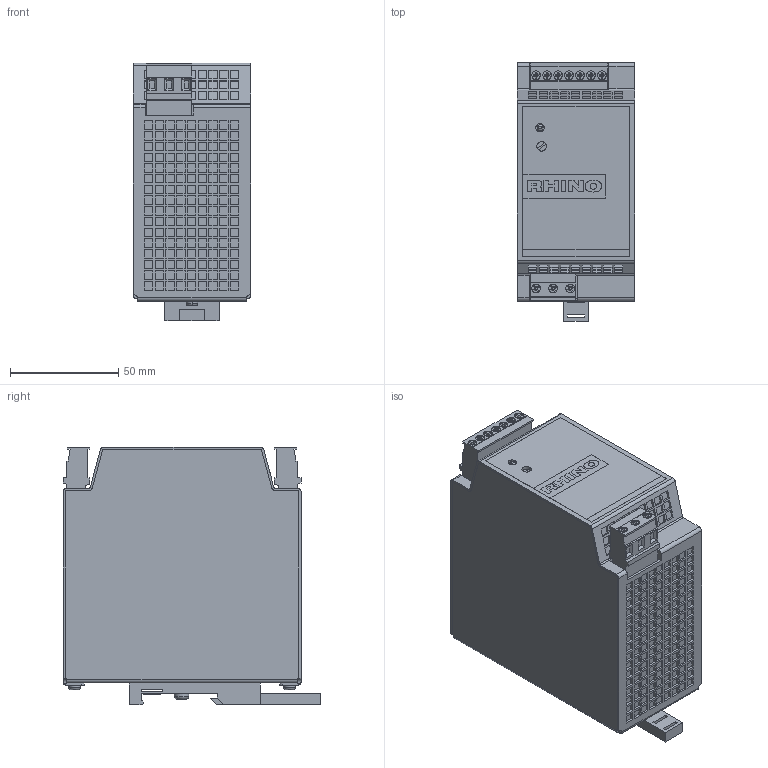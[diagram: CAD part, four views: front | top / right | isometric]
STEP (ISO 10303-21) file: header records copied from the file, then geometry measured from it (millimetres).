
FILE_DESCRIPTION (( 'STEP AP203' ), '1' );
FILE_NAME ('PSM24-BFM600S.STEP', '2011-10-11T15:49:55', ( '.adc' ), ( '' ), 'SwSTEP 2.0', 'SolidWorks 2011', '' );
FILE_SCHEMA (( 'CONFIG_CONTROL_DESIGN' ));
Products named in the file (1): PSM24-BFM600S
Bounding box: 54.1 x 119.17 x 119.16 mm (x, y, z)
Volume: 632619 mm3; surface area: 61545.1 mm2
Topology: 1 solids, 1 shells, 2353 faces, 5855 edges, 3896 vertices
Faces by surface type: plane 2192, cylinder 72, cone 61, bspline 20, torus 8
Entity records: 70125 total; most frequent: CARTESIAN_POINT 13679, ORIENTED_EDGE 11710, DIRECTION 10741, EDGE_CURVE 5855, LINE 5465, VECTOR 5465, VERTEX_POINT 3896, EDGE_LOOP 2751
